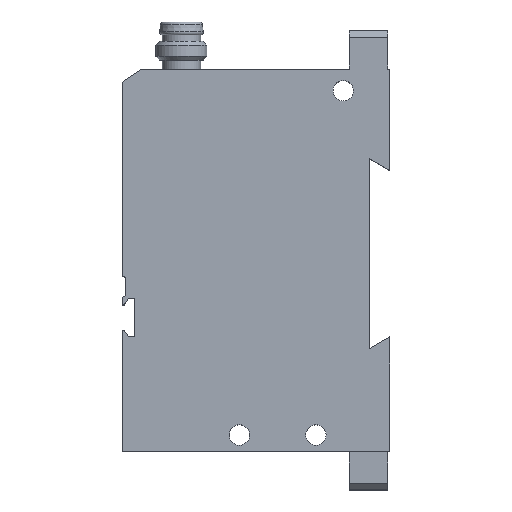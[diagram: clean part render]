
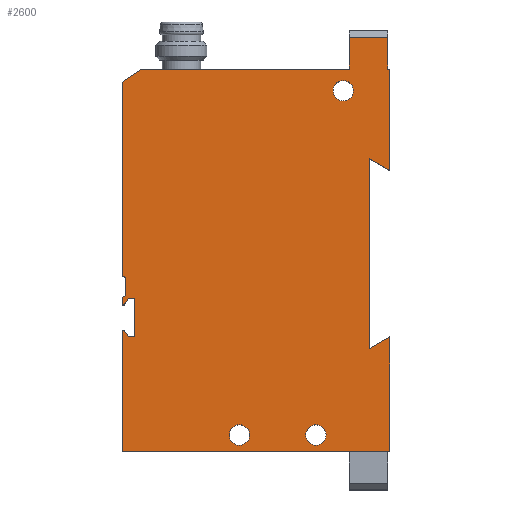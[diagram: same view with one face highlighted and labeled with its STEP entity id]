
A CAD part, top view. The second image highlights one B-rep face of the part: STEP entity #2600.
In plain terms, the highlighted planar face has unit normal (0, 0, 1).
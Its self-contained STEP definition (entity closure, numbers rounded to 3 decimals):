
#61=PLANE('',#2829);
#148=LINE('',#3843,#401);
#177=LINE('',#3938,#430);
#181=LINE('',#3949,#434);
#185=LINE('',#3957,#438);
#192=LINE('',#3970,#445);
#217=LINE('',#4081,#470);
#221=LINE('',#4089,#474);
#224=LINE('',#4095,#477);
#227=LINE('',#4101,#480);
#230=LINE('',#4107,#483);
#233=LINE('',#4113,#486);
#236=LINE('',#4119,#489);
#239=LINE('',#4125,#492);
#242=LINE('',#4131,#495);
#244=LINE('',#4138,#497);
#247=LINE('',#4144,#500);
#250=LINE('',#4150,#503);
#253=LINE('',#4156,#506);
#256=LINE('',#4162,#509);
#258=LINE('',#4165,#511);
#261=LINE('',#4171,#514);
#263=LINE('',#4189,#516);
#264=LINE('',#4191,#517);
#265=LINE('',#4193,#518);
#266=LINE('',#4195,#519);
#401=VECTOR('',#3052,1000.);
#430=VECTOR('',#3119,1000.);
#434=VECTOR('',#3127,1000.);
#438=VECTOR('',#3131,1000.);
#445=VECTOR('',#3140,1000.);
#470=VECTOR('',#3223,1000.);
#474=VECTOR('',#3229,1000.);
#477=VECTOR('',#3234,1000.);
#480=VECTOR('',#3239,1000.);
#483=VECTOR('',#3244,1000.);
#486=VECTOR('',#3249,1000.);
#489=VECTOR('',#3254,1000.);
#492=VECTOR('',#3259,1000.);
#495=VECTOR('',#3264,1000.);
#497=VECTOR('',#3272,1000.);
#500=VECTOR('',#3277,1000.);
#503=VECTOR('',#3282,1000.);
#506=VECTOR('',#3287,1000.);
#509=VECTOR('',#3292,1000.);
#511=VECTOR('',#3296,1000.);
#514=VECTOR('',#3301,1000.);
#516=VECTOR('',#3323,1000.);
#517=VECTOR('',#3326,1000.);
#518=VECTOR('',#3327,1000.);
#519=VECTOR('',#3328,1000.);
#868=ORIENTED_EDGE('',*,*,#1460,.T.);
#869=ORIENTED_EDGE('',*,*,#1571,.F.);
#870=ORIENTED_EDGE('',*,*,#1572,.F.);
#871=ORIENTED_EDGE('',*,*,#1573,.T.);
#872=ORIENTED_EDGE('',*,*,#1456,.T.);
#873=ORIENTED_EDGE('',*,*,#1467,.T.);
#874=ORIENTED_EDGE('',*,*,#1451,.T.);
#875=ORIENTED_EDGE('',*,*,#1562,.T.);
#876=ORIENTED_EDGE('',*,*,#1570,.T.);
#877=ORIENTED_EDGE('',*,*,#1516,.T.);
#878=ORIENTED_EDGE('',*,*,#1520,.T.);
#879=ORIENTED_EDGE('',*,*,#1523,.T.);
#880=ORIENTED_EDGE('',*,*,#1526,.T.);
#881=ORIENTED_EDGE('',*,*,#1529,.T.);
#882=ORIENTED_EDGE('',*,*,#1532,.T.);
#883=ORIENTED_EDGE('',*,*,#1535,.T.);
#884=ORIENTED_EDGE('',*,*,#1538,.T.);
#885=ORIENTED_EDGE('',*,*,#1541,.T.);
#886=ORIENTED_EDGE('',*,*,#1545,.T.);
#887=ORIENTED_EDGE('',*,*,#1404,.T.);
#888=ORIENTED_EDGE('',*,*,#1548,.T.);
#889=ORIENTED_EDGE('',*,*,#1551,.T.);
#890=ORIENTED_EDGE('',*,*,#1554,.T.);
#891=ORIENTED_EDGE('',*,*,#1557,.T.);
#892=ORIENTED_EDGE('',*,*,#1559,.T.);
#893=ORIENTED_EDGE('',*,*,#1563,.F.);
#894=ORIENTED_EDGE('',*,*,#1565,.F.);
#895=ORIENTED_EDGE('',*,*,#1567,.F.);
#1404=EDGE_CURVE('',#1770,#1769,#148,.T.);
#1451=EDGE_CURVE('',#1817,#1816,#177,.T.);
#1456=EDGE_CURVE('',#1822,#1821,#181,.T.);
#1460=EDGE_CURVE('',#1826,#1825,#185,.T.);
#1467=EDGE_CURVE('',#1821,#1817,#192,.T.);
#1516=EDGE_CURVE('',#1872,#1871,#217,.T.);
#1520=EDGE_CURVE('',#1871,#1874,#221,.T.);
#1523=EDGE_CURVE('',#1874,#1876,#224,.T.);
#1526=EDGE_CURVE('',#1876,#1878,#227,.T.);
#1529=EDGE_CURVE('',#1878,#1880,#230,.T.);
#1532=EDGE_CURVE('',#1880,#1882,#233,.T.);
#1535=EDGE_CURVE('',#1882,#1884,#236,.T.);
#1538=EDGE_CURVE('',#1884,#1886,#239,.T.);
#1541=EDGE_CURVE('',#1886,#1888,#242,.T.);
#1545=EDGE_CURVE('',#1888,#1770,#244,.T.);
#1548=EDGE_CURVE('',#1769,#1892,#247,.T.);
#1551=EDGE_CURVE('',#1892,#1894,#250,.T.);
#1554=EDGE_CURVE('',#1894,#1896,#253,.T.);
#1557=EDGE_CURVE('',#1896,#1898,#256,.T.);
#1559=EDGE_CURVE('',#1898,#1826,#258,.T.);
#1562=EDGE_CURVE('',#1816,#1900,#261,.T.);
#1563=EDGE_CURVE('',#1901,#1901,#2055,.T.);
#1565=EDGE_CURVE('',#1903,#1903,#2057,.T.);
#1567=EDGE_CURVE('',#1905,#1905,#2059,.T.);
#1570=EDGE_CURVE('',#1900,#1872,#263,.T.);
#1571=EDGE_CURVE('',#1907,#1825,#264,.T.);
#1572=EDGE_CURVE('',#1908,#1907,#265,.T.);
#1573=EDGE_CURVE('',#1908,#1822,#266,.T.);
#1769=VERTEX_POINT('',#3842);
#1770=VERTEX_POINT('',#3844);
#1816=VERTEX_POINT('',#3937);
#1817=VERTEX_POINT('',#3939);
#1821=VERTEX_POINT('',#3948);
#1822=VERTEX_POINT('',#3950);
#1825=VERTEX_POINT('',#3956);
#1826=VERTEX_POINT('',#3958);
#1871=VERTEX_POINT('',#4080);
#1872=VERTEX_POINT('',#4082);
#1874=VERTEX_POINT('',#4088);
#1876=VERTEX_POINT('',#4094);
#1878=VERTEX_POINT('',#4100);
#1880=VERTEX_POINT('',#4106);
#1882=VERTEX_POINT('',#4112);
#1884=VERTEX_POINT('',#4118);
#1886=VERTEX_POINT('',#4124);
#1888=VERTEX_POINT('',#4130);
#1892=VERTEX_POINT('',#4143);
#1894=VERTEX_POINT('',#4149);
#1896=VERTEX_POINT('',#4155);
#1898=VERTEX_POINT('',#4161);
#1900=VERTEX_POINT('',#4170);
#1901=VERTEX_POINT('',#4174);
#1903=VERTEX_POINT('',#4179);
#1905=VERTEX_POINT('',#4184);
#1907=VERTEX_POINT('',#4192);
#1908=VERTEX_POINT('',#4194);
#2055=CIRCLE('',#2820,1.6);
#2057=CIRCLE('',#2823,1.6);
#2059=CIRCLE('',#2826,1.6);
#2162=EDGE_LOOP('',(#868,#869,#870,#871,#872,#873,#874,#875,#876,#877,#878,
#879,#880,#881,#882,#883,#884,#885,#886,#887,#888,#889,#890,#891,#892));
#2163=EDGE_LOOP('',(#893));
#2164=EDGE_LOOP('',(#894));
#2165=EDGE_LOOP('',(#895));
#2367=FACE_BOUND('',#2162,.T.);
#2368=FACE_BOUND('',#2163,.T.);
#2369=FACE_BOUND('',#2164,.T.);
#2370=FACE_BOUND('',#2165,.T.);
#2600=ADVANCED_FACE('',(#2367,#2368,#2369,#2370),#61,.F.);
#2820=AXIS2_PLACEMENT_3D('',#4173,#3304,#3305);
#2823=AXIS2_PLACEMENT_3D('',#4178,#3310,#3311);
#2826=AXIS2_PLACEMENT_3D('',#4183,#3316,#3317);
#2829=AXIS2_PLACEMENT_3D('',#4190,#3324,#3325);
#3052=DIRECTION('',(1.,0.,0.));
#3119=DIRECTION('',(0.,-1.,0.));
#3127=DIRECTION('',(-1.,0.,0.));
#3131=DIRECTION('',(-1.,0.,0.));
#3140=DIRECTION('',(-0.829,-0.559,0.));
#3223=DIRECTION('',(-0.891,-0.454,0.));
#3229=DIRECTION('',(0.,-1.,0.));
#3234=DIRECTION('',(1.,0.,0.));
#3239=DIRECTION('',(0.559,0.829,0.));
#3244=DIRECTION('',(1.,0.,0.));
#3249=DIRECTION('',(0.,-1.,0.));
#3254=DIRECTION('',(-1.,0.,0.));
#3259=DIRECTION('',(-0.559,0.829,0.));
#3264=DIRECTION('',(-1.,0.,0.));
#3272=DIRECTION('',(0.,-1.,0.));
#3277=DIRECTION('',(0.,1.,0.));
#3282=DIRECTION('',(-0.866,-0.5,0.));
#3287=DIRECTION('',(0.,1.,0.));
#3292=DIRECTION('',(0.866,-0.5,0.));
#3296=DIRECTION('',(0.,1.,0.));
#3301=DIRECTION('',(0.891,-0.454,0.));
#3304=DIRECTION('',(0.,0.,1.));
#3305=DIRECTION('',(1.,0.,0.));
#3310=DIRECTION('',(0.,0.,1.));
#3311=DIRECTION('',(1.,0.,0.));
#3316=DIRECTION('',(0.,0.,1.));
#3317=DIRECTION('',(1.,0.,0.));
#3323=DIRECTION('',(0.,-1.,0.));
#3324=DIRECTION('',(0.,0.,-1.));
#3325=DIRECTION('',(-1.,0.,0.));
#3326=DIRECTION('',(0.,-1.,0.));
#3327=DIRECTION('',(1.,0.,0.));
#3328=DIRECTION('',(0.,-1.,0.));
#3842=CARTESIAN_POINT('',(42.,6.,9.));
#3843=CARTESIAN_POINT('',(0.,6.,9.));
#3844=CARTESIAN_POINT('',(0.,6.,9.));
#3937=CARTESIAN_POINT('',(0.,33.557,9.));
#3938=CARTESIAN_POINT('',(0.,63.976,9.));
#3939=CARTESIAN_POINT('',(0.,63.976,9.));
#3948=CARTESIAN_POINT('',(3.,66.,9.));
#3949=CARTESIAN_POINT('',(42.,66.,9.));
#3950=CARTESIAN_POINT('',(35.639,66.,9.));
#3956=CARTESIAN_POINT('',(41.639,66.,9.));
#3957=CARTESIAN_POINT('',(42.,66.,9.));
#3958=CARTESIAN_POINT('',(42.,66.,9.));
#3970=CARTESIAN_POINT('',(3.,66.,9.));
#4080=CARTESIAN_POINT('',(0.,30.207,9.));
#4081=CARTESIAN_POINT('',(0.5,30.461,9.));
#4082=CARTESIAN_POINT('',(0.5,30.461,9.));
#4088=CARTESIAN_POINT('',(0.,29.,9.));
#4089=CARTESIAN_POINT('',(0.,30.207,9.));
#4094=CARTESIAN_POINT('',(0.325,29.,9.));
#4095=CARTESIAN_POINT('',(0.,29.,9.));
#4100=CARTESIAN_POINT('',(1.,30.,9.));
#4101=CARTESIAN_POINT('',(0.325,29.,9.));
#4106=CARTESIAN_POINT('',(2.,30.,9.));
#4107=CARTESIAN_POINT('',(1.,30.,9.));
#4112=CARTESIAN_POINT('',(2.,24.,9.));
#4113=CARTESIAN_POINT('',(2.,30.,9.));
#4118=CARTESIAN_POINT('',(1.,24.,9.));
#4119=CARTESIAN_POINT('',(2.,24.,9.));
#4124=CARTESIAN_POINT('',(0.325,25.,9.));
#4125=CARTESIAN_POINT('',(1.,24.,9.));
#4130=CARTESIAN_POINT('',(0.,25.,9.));
#4131=CARTESIAN_POINT('',(0.325,25.,9.));
#4138=CARTESIAN_POINT('',(0.,25.,9.));
#4143=CARTESIAN_POINT('',(42.,24.,9.));
#4144=CARTESIAN_POINT('',(42.,6.,9.));
#4149=CARTESIAN_POINT('',(38.8,22.152,9.));
#4150=CARTESIAN_POINT('',(42.,24.,9.));
#4155=CARTESIAN_POINT('',(38.8,51.953,9.));
#4156=CARTESIAN_POINT('',(38.8,22.152,9.));
#4161=CARTESIAN_POINT('',(42.,50.105,9.));
#4162=CARTESIAN_POINT('',(38.8,51.953,9.));
#4165=CARTESIAN_POINT('',(42.,50.105,9.));
#4170=CARTESIAN_POINT('',(0.5,33.302,9.));
#4171=CARTESIAN_POINT('',(0.,33.557,9.));
#4173=CARTESIAN_POINT('',(34.7,62.6,9.));
#4174=CARTESIAN_POINT('',(36.3,62.6,9.));
#4178=CARTESIAN_POINT('',(30.4,8.6,9.));
#4179=CARTESIAN_POINT('',(32.,8.6,9.));
#4183=CARTESIAN_POINT('',(18.4,8.6,9.));
#4184=CARTESIAN_POINT('',(20.,8.6,9.));
#4189=CARTESIAN_POINT('',(0.5,33.302,9.));
#4190=CARTESIAN_POINT('',(0.,0.,9.));
#4191=CARTESIAN_POINT('',(41.639,71.,9.));
#4192=CARTESIAN_POINT('',(41.639,71.,9.));
#4193=CARTESIAN_POINT('',(35.639,71.,9.));
#4194=CARTESIAN_POINT('',(35.639,71.,9.));
#4195=CARTESIAN_POINT('',(35.639,71.,9.));
